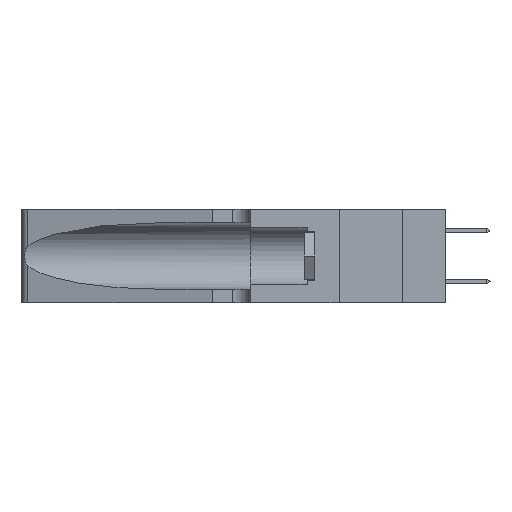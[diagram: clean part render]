
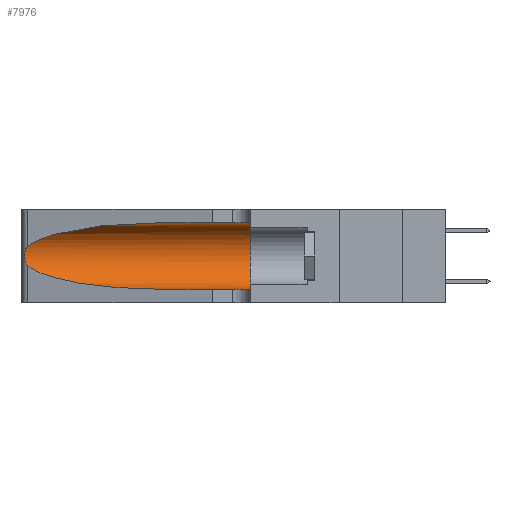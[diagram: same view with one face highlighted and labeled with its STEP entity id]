
A CAD part, left-side view. The second image highlights one B-rep face of the part: STEP entity #7976.
In plain terms, the highlighted cylindrical face has radius 3.308 mm (diameter 6.617 mm), a partial arc.
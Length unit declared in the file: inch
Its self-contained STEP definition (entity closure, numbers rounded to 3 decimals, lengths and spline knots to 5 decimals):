
#149 = CARTESIAN_POINT ( 'NONE',  ( 0.2373, 1.15595, 0.28018 ) ) ;
#512 = CARTESIAN_POINT ( 'NONE',  ( 0.2373, 1.15595, 0.08982 ) ) ;
#766 = CARTESIAN_POINT ( 'NONE',  ( 0.26075, 1.23896, 0.19203 ) ) ;
#1190 = ORIENTED_EDGE ( 'NONE', *, *, #15155, .T. ) ;
#1223 = CYLINDRICAL_SURFACE ( 'NONE', #3534, 0.13025 ) ;
#1621 = VERTEX_POINT ( 'NONE', #18398 ) ;
#1743 = FACE_OUTER_BOUND ( 'NONE', #6492, .T. ) ;
#2057 = DIRECTION ( 'NONE',  ( 0., 0., 1. ) ) ;
#2484 = CARTESIAN_POINT ( 'NONE',  ( 0.26017, 1.23833, 0.17102 ) ) ;
#2841 = EDGE_CURVE ( 'NONE', #13329, #11378, #13745, .T. ) ;
#3515 = B_SPLINE_CURVE_WITH_KNOTS ( 'NONE', 3,
 ( #15509, #17094, #18671, #9014, #20252, #10682, #766, #12338, #2484, #13962, #4134, #15574, #5771, #17164 ),
 .UNSPECIFIED., .F., .F.,
 ( 4, 2, 2, 2, 2, 2, 4 ),
 ( 0., 0.00027, 0.00053, 0.00107, 0.0016, 0.00187, 0.00214 ),
 .UNSPECIFIED. ) ;
#3534 = AXIS2_PLACEMENT_3D ( 'NONE', #20103, #13732, #10515 ) ;
#3583 = EDGE_CURVE ( 'NONE', #11378, #20296, #7545, .T. ) ;
#3703 = ORIENTED_EDGE ( 'NONE', *, *, #10625, .T. ) ;
#4134 = CARTESIAN_POINT ( 'NONE',  ( 0.25789, 1.23486, 0.15765 ) ) ;
#4263 = CARTESIAN_POINT ( 'NONE',  ( 0.1305, 0.72297, 0.31525 ) ) ;
#4731 = DIRECTION ( 'NONE',  ( 0., -1., 0. ) ) ;
#4988 = CARTESIAN_POINT ( 'NONE',  ( 0.1305, 0.35, 0.05475 ) ) ;
#5011 = VECTOR ( 'NONE', #4731, 39.37008 ) ;
#5306 = DIRECTION ( 'NONE',  ( 0., 1., 0. ) ) ;
#5494 = CARTESIAN_POINT ( 'NONE',  ( 0.1305, 0.35, 0.185 ) ) ;
#5531 = CARTESIAN_POINT ( 'NONE',  ( 0.18966, 0.96281, 0.05475 ) ) ;
#5771 = CARTESIAN_POINT ( 'NONE',  ( 0.25555, 1.22993, 0.14849 ) ) ;
#5939 = AXIS2_PLACEMENT_3D ( 'NONE', #5494, #5306, #2057 ) ;
#6492 = EDGE_LOOP ( 'NONE', ( #10930, #3703, #15917, #1190, #20500, #15753 ) ) ;
#6970 = VERTEX_POINT ( 'NONE', #9320 ) ;
#7545 = CIRCLE ( 'NONE', #5939, 0.13025 ) ;
#7976 = ADVANCED_FACE ( 'NONE', ( #1743 ), #1223, .F. ) ;
#8001 =( BOUNDED_CURVE ( )  B_SPLINE_CURVE ( 3, ( #19693, #8424, #149, #11748 ),
 .UNSPECIFIED., .F., .T. ) 
 B_SPLINE_CURVE_WITH_KNOTS ( ( 4, 4 ),
 ( 1.5708, 2.84003 ),
 .UNSPECIFIED. ) 
 CURVE ( )  GEOMETRIC_REPRESENTATION_ITEM ( )  RATIONAL_B_SPLINE_CURVE ( ( 1., 0.87, 0.87, 1. ) ) 
 REPRESENTATION_ITEM ( '' )  );
#8424 = CARTESIAN_POINT ( 'NONE',  ( 0.18966, 0.96281, 0.31525 ) ) ;
#8621 = CARTESIAN_POINT ( 'NONE',  ( 0.1305, 0.35, 0.31525 ) ) ;
#9014 = CARTESIAN_POINT ( 'NONE',  ( 0.25787, 1.23484, 0.2124 ) ) ;
#9320 = CARTESIAN_POINT ( 'NONE',  ( 0.25487, 1.22718, 0.22369 ) ) ;
#10515 = DIRECTION ( 'NONE',  ( 0., 0., -1. ) ) ;
#10545 = LINE ( 'NONE', #13960, #19075 ) ;
#10625 = EDGE_CURVE ( 'NONE', #6970, #1621, #3515, .T. ) ;
#10682 = CARTESIAN_POINT ( 'NONE',  ( 0.26018, 1.23835, 0.19895 ) ) ;
#10930 = ORIENTED_EDGE ( 'NONE', *, *, #11024, .T. ) ;
#11024 = EDGE_CURVE ( 'NONE', #13329, #6970, #8001, .T. ) ;
#11378 = VERTEX_POINT ( 'NONE', #8621 ) ;
#11748 = CARTESIAN_POINT ( 'NONE',  ( 0.25487, 1.22718, 0.22369 ) ) ;
#12096 = CARTESIAN_POINT ( 'NONE',  ( 0.25487, 1.22718, 0.14631 ) ) ;
#12233 = CARTESIAN_POINT ( 'NONE',  ( 0.1305, 0.72297, 0.05475 ) ) ;
#12338 = CARTESIAN_POINT ( 'NONE',  ( 0.26075, 1.23896, 0.178 ) ) ;
#13329 = VERTEX_POINT ( 'NONE', #4263 ) ;
#13732 = DIRECTION ( 'NONE',  ( 0., -1., 0. ) ) ;
#13745 = LINE ( 'NONE', #16626, #5011 ) ;
#13960 = CARTESIAN_POINT ( 'NONE',  ( 0.1305, 1.61858, 0.05475 ) ) ;
#13962 = CARTESIAN_POINT ( 'NONE',  ( 0.25856, 1.23593, 0.16098 ) ) ;
#15155 = EDGE_CURVE ( 'NONE', #16476, #20296, #10545, .T. ) ;
#15507 = DIRECTION ( 'NONE',  ( 0., -1., 0. ) ) ;
#15509 = CARTESIAN_POINT ( 'NONE',  ( 0.25487, 1.22718, 0.22369 ) ) ;
#15574 = CARTESIAN_POINT ( 'NONE',  ( 0.25639, 1.23186, 0.15144 ) ) ;
#15753 = ORIENTED_EDGE ( 'NONE', *, *, #2841, .F. ) ;
#15917 = ORIENTED_EDGE ( 'NONE', *, *, #19191, .T. ) ;
#16476 = VERTEX_POINT ( 'NONE', #12233 ) ;
#16626 = CARTESIAN_POINT ( 'NONE',  ( 0.1305, 1.61858, 0.31525 ) ) ;
#16926 = CARTESIAN_POINT ( 'NONE',  ( 0.1305, 0.72297, 0.05475 ) ) ;
#17094 = CARTESIAN_POINT ( 'NONE',  ( 0.25555, 1.22994, 0.2215 ) ) ;
#17164 = CARTESIAN_POINT ( 'NONE',  ( 0.25487, 1.22718, 0.14631 ) ) ;
#18356 =( BOUNDED_CURVE ( )  B_SPLINE_CURVE ( 3, ( #12096, #512, #5531, #16926 ),
 .UNSPECIFIED., .F., .F. ) 
 B_SPLINE_CURVE_WITH_KNOTS ( ( 4, 4 ),
 ( 3.44316, 4.71239 ),
 .UNSPECIFIED. ) 
 CURVE ( )  GEOMETRIC_REPRESENTATION_ITEM ( )  RATIONAL_B_SPLINE_CURVE ( ( 1., 0.87, 0.87, 1. ) ) 
 REPRESENTATION_ITEM ( '' )  );
#18398 = CARTESIAN_POINT ( 'NONE',  ( 0.25487, 1.22718, 0.14631 ) ) ;
#18671 = CARTESIAN_POINT ( 'NONE',  ( 0.25639, 1.23184, 0.21858 ) ) ;
#19075 = VECTOR ( 'NONE', #15507, 39.37008 ) ;
#19191 = EDGE_CURVE ( 'NONE', #1621, #16476, #18356, .T. ) ;
#19693 = CARTESIAN_POINT ( 'NONE',  ( 0.1305, 0.72297, 0.31525 ) ) ;
#20103 = CARTESIAN_POINT ( 'NONE',  ( 0.1305, 1.61858, 0.185 ) ) ;
#20252 = CARTESIAN_POINT ( 'NONE',  ( 0.25854, 1.2359, 0.20912 ) ) ;
#20296 = VERTEX_POINT ( 'NONE', #4988 ) ;
#20500 = ORIENTED_EDGE ( 'NONE', *, *, #3583, .F. ) ;
